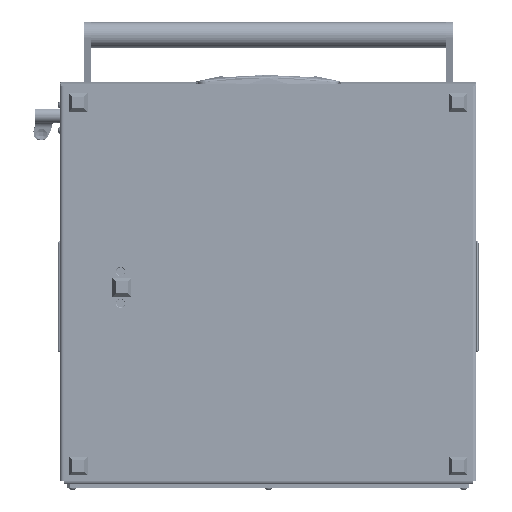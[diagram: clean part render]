
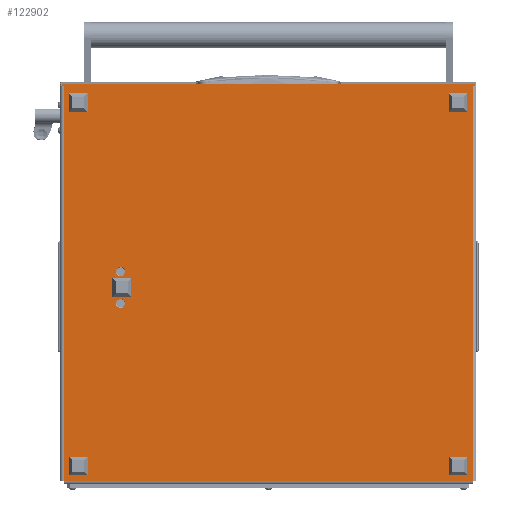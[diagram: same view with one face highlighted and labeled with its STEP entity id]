
A CAD part, front view. The second image highlights one B-rep face of the part: STEP entity #122902.
In plain terms, the highlighted face is planar.
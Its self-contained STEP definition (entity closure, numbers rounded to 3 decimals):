
#831 = FACE_OUTER_BOUND ( 'NONE', #41991, .T. ) ;
#1236 = VERTEX_POINT ( 'NONE', #69284 ) ;
#1630 = CARTESIAN_POINT ( 'NONE',  ( -2., -4., 0. ) ) ;
#2756 = VERTEX_POINT ( 'NONE', #53238 ) ;
#4795 = VERTEX_POINT ( 'NONE', #39030 ) ;
#5545 = ORIENTED_EDGE ( 'NONE', *, *, #22147, .T. ) ;
#5872 = LINE ( 'NONE', #19575, #30052 ) ;
#6324 = DIRECTION ( 'NONE',  ( 0., -1., 0. ) ) ;
#7342 = ORIENTED_EDGE ( 'NONE', *, *, #86461, .F. ) ;
#7703 = CARTESIAN_POINT ( 'NONE',  ( 0., -2., 0. ) ) ;
#8266 = ORIENTED_EDGE ( 'NONE', *, *, #58598, .T. ) ;
#8706 = DIRECTION ( 'NONE',  ( -1., 0., 0. ) ) ;
#13817 = CIRCLE ( 'NONE', #49444, 5.2 ) ;
#15175 = VECTOR ( 'NONE', #6324, 1000. ) ;
#15658 = CARTESIAN_POINT ( 'NONE',  ( 436., 452., 0. ) ) ;
#16811 = DIRECTION ( 'NONE',  ( 0., 0., -1. ) ) ;
#17273 = EDGE_CURVE ( 'NONE', #2756, #110278, #54278, .T. ) ;
#19575 = CARTESIAN_POINT ( 'NONE',  ( 0., 452., 0. ) ) ;
#19669 = LINE ( 'NONE', #62200, #67856 ) ;
#20854 = VERTEX_POINT ( 'NONE', #40032 ) ;
#22147 = EDGE_CURVE ( 'NONE', #4795, #20854, #44828, .T. ) ;
#22548 = VECTOR ( 'NONE', #74990, 1000. ) ;
#22896 = LINE ( 'NONE', #107599, #36420 ) ;
#24439 = LINE ( 'NONE', #1630, #60573 ) ;
#25263 = EDGE_CURVE ( 'NONE', #72289, #63866, #31483, .T. ) ;
#27541 = DIRECTION ( 'NONE',  ( -1., 0., 0. ) ) ;
#30052 = VECTOR ( 'NONE', #116117, 1000. ) ;
#30361 = DIRECTION ( 'NONE',  ( -1., 0., 0. ) ) ;
#30605 = ORIENTED_EDGE ( 'NONE', *, *, #17273, .F. ) ;
#31483 = CIRCLE ( 'NONE', #103049, 5.2 ) ;
#31681 = DIRECTION ( 'NONE',  ( -1., 0., 0. ) ) ;
#34762 = LINE ( 'NONE', #15658, #15175 ) ;
#35273 = CARTESIAN_POINT ( 'NONE',  ( 436., 0., 0. ) ) ;
#36420 = VECTOR ( 'NONE', #117261, 1000. ) ;
#38090 = CARTESIAN_POINT ( 'NONE',  ( 240., 389., 0. ) ) ;
#39030 = CARTESIAN_POINT ( 'NONE',  ( -2., 454., 0. ) ) ;
#40032 = CARTESIAN_POINT ( 'NONE',  ( 0., 454., 0. ) ) ;
#40274 = EDGE_CURVE ( 'NONE', #63866, #72289, #13817, .T. ) ;
#41236 = CARTESIAN_POINT ( 'NONE',  ( 205., 389., 0. ) ) ;
#41991 = EDGE_LOOP ( 'NONE', ( #55065, #54182, #63972, #5545, #121589, #7342, #8266, #58037 ) ) ;
#42634 = CARTESIAN_POINT ( 'NONE',  ( 210.2, 389., 0. ) ) ;
#44828 = LINE ( 'NONE', #118088, #64411 ) ;
#48867 = DIRECTION ( 'NONE',  ( 0., 1., 0. ) ) ;
#49444 = AXIS2_PLACEMENT_3D ( 'NONE', #75518, #84440, #27541 ) ;
#51475 = CARTESIAN_POINT ( 'NONE',  ( 245.2, 389., 0. ) ) ;
#52098 = FACE_BOUND ( 'NONE', #110231, .T. ) ;
#53238 = CARTESIAN_POINT ( 'NONE',  ( 199.8, 389., 0. ) ) ;
#54182 = ORIENTED_EDGE ( 'NONE', *, *, #70050, .T. ) ;
#54278 = CIRCLE ( 'NONE', #111656, 5.2 ) ;
#55065 = ORIENTED_EDGE ( 'NONE', *, *, #82148, .F. ) ;
#58037 = ORIENTED_EDGE ( 'NONE', *, *, #59445, .F. ) ;
#58598 = EDGE_CURVE ( 'NONE', #97738, #70843, #34762, .T. ) ;
#58920 = ORIENTED_EDGE ( 'NONE', *, *, #25263, .F. ) ;
#59445 = EDGE_CURVE ( 'NONE', #1236, #70843, #105612, .T. ) ;
#60573 = VECTOR ( 'NONE', #48867, 1000. ) ;
#60678 = DIRECTION ( 'NONE',  ( 1., 0., 0. ) ) ;
#61076 = EDGE_CURVE ( 'NONE', #110278, #2756, #100502, .T. ) ;
#62200 = CARTESIAN_POINT ( 'NONE',  ( 0., -4., 0. ) ) ;
#62636 = FACE_BOUND ( 'NONE', #67613, .T. ) ;
#63113 = DIRECTION ( 'NONE',  ( 0., 1., 0. ) ) ;
#63866 = VERTEX_POINT ( 'NONE', #96631 ) ;
#63972 = ORIENTED_EDGE ( 'NONE', *, *, #90360, .T. ) ;
#64411 = VECTOR ( 'NONE', #60678, 1000. ) ;
#66453 = CARTESIAN_POINT ( 'NONE',  ( 205., 389., 0. ) ) ;
#67433 = VECTOR ( 'NONE', #63113, 1000. ) ;
#67613 = EDGE_LOOP ( 'NONE', ( #30605, #70382 ) ) ;
#67856 = VECTOR ( 'NONE', #99791, 1000. ) ;
#69284 = CARTESIAN_POINT ( 'NONE',  ( 0., 0., 0. ) ) ;
#70050 = EDGE_CURVE ( 'NONE', #105169, #83590, #22896, .T. ) ;
#70382 = ORIENTED_EDGE ( 'NONE', *, *, #61076, .F. ) ;
#70575 = ORIENTED_EDGE ( 'NONE', *, *, #40274, .F. ) ;
#70843 = VERTEX_POINT ( 'NONE', #35273 ) ;
#70944 = VERTEX_POINT ( 'NONE', #85436 ) ;
#72289 = VERTEX_POINT ( 'NONE', #51475 ) ;
#74414 = EDGE_CURVE ( 'NONE', #70944, #20854, #121793, .T. ) ;
#74990 = DIRECTION ( 'NONE',  ( 1., 0., 0. ) ) ;
#75518 = CARTESIAN_POINT ( 'NONE',  ( 240., 389., 0. ) ) ;
#82121 = AXIS2_PLACEMENT_3D ( 'NONE', #99963, #88603, #31681 ) ;
#82148 = EDGE_CURVE ( 'NONE', #105169, #1236, #19669, .T. ) ;
#82481 = CARTESIAN_POINT ( 'NONE',  ( 436., 452., 0. ) ) ;
#83590 = VERTEX_POINT ( 'NONE', #85156 ) ;
#84440 = DIRECTION ( 'NONE',  ( 0., 0., -1. ) ) ;
#85156 = CARTESIAN_POINT ( 'NONE',  ( -2., -2., 0. ) ) ;
#85436 = CARTESIAN_POINT ( 'NONE',  ( 0., 452., 0. ) ) ;
#86461 = EDGE_CURVE ( 'NONE', #97738, #70944, #5872, .T. ) ;
#88512 = DIRECTION ( 'NONE',  ( 0., 0., -1. ) ) ;
#88603 = DIRECTION ( 'NONE',  ( 0., 0., -1. ) ) ;
#90360 = EDGE_CURVE ( 'NONE', #83590, #4795, #24439, .T. ) ;
#96631 = CARTESIAN_POINT ( 'NONE',  ( 234.8, 389., 0. ) ) ;
#96721 = DIRECTION ( 'NONE',  ( -1., 0., 0. ) ) ;
#97738 = VERTEX_POINT ( 'NONE', #82481 ) ;
#98745 = PLANE ( 'NONE',  #82121 ) ;
#99791 = DIRECTION ( 'NONE',  ( 0., 1., 0. ) ) ;
#99963 = CARTESIAN_POINT ( 'NONE',  ( 0., 452., 0. ) ) ;
#100502 = CIRCLE ( 'NONE', #108211, 5.2 ) ;
#103049 = AXIS2_PLACEMENT_3D ( 'NONE', #38090, #105192, #96721 ) ;
#105169 = VERTEX_POINT ( 'NONE', #7703 ) ;
#105192 = DIRECTION ( 'NONE',  ( 0., 0., -1. ) ) ;
#105612 = LINE ( 'NONE', #110965, #22548 ) ;
#107599 = CARTESIAN_POINT ( 'NONE',  ( 0., -2., 0. ) ) ;
#108211 = AXIS2_PLACEMENT_3D ( 'NONE', #41236, #88512, #30361 ) ;
#110231 = EDGE_LOOP ( 'NONE', ( #70575, #58920 ) ) ;
#110278 = VERTEX_POINT ( 'NONE', #42634 ) ;
#110965 = CARTESIAN_POINT ( 'NONE',  ( 0., 0., 0. ) ) ;
#111656 = AXIS2_PLACEMENT_3D ( 'NONE', #66453, #16811, #8706 ) ;
#116117 = DIRECTION ( 'NONE',  ( -1., 0., 0. ) ) ;
#117261 = DIRECTION ( 'NONE',  ( -1., 0., 0. ) ) ;
#118088 = CARTESIAN_POINT ( 'NONE',  ( 0., 454., 0. ) ) ;
#119292 = CARTESIAN_POINT ( 'NONE',  ( 0., -4., 0. ) ) ;
#121589 = ORIENTED_EDGE ( 'NONE', *, *, #74414, .F. ) ;
#121793 = LINE ( 'NONE', #119292, #67433 ) ;
#122902 = ADVANCED_FACE ( 'NONE', ( #62636, #52098, #831 ), #98745, .T. ) ;
